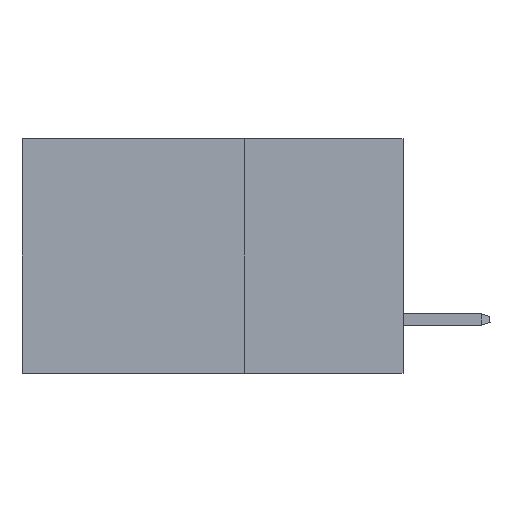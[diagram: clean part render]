
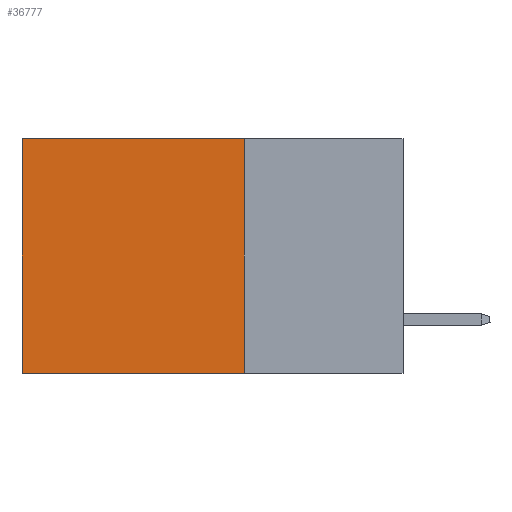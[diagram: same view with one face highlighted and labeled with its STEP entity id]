
A CAD part, left-side view. The second image highlights one B-rep face of the part: STEP entity #36777.
In plain terms, the highlighted planar face has unit normal (-1, 0, 0).
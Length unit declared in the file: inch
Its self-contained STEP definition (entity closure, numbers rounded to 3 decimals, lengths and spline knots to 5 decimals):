
#2379 = ORIENTED_EDGE ( 'NONE', *, *, #41425, .F. ) ;
#3732 = CARTESIAN_POINT ( 'NONE',  ( 0.2875, 0.25, 0. ) ) ;
#5775 = ORIENTED_EDGE ( 'NONE', *, *, #39318, .T. ) ;
#7711 = DIRECTION ( 'NONE',  ( 1., 0., 0. ) ) ;
#7733 = CARTESIAN_POINT ( 'NONE',  ( 0.2875, 0.6, 0. ) ) ;
#8175 = DIRECTION ( 'NONE',  ( 0., 0., -1. ) ) ;
#9187 = DIRECTION ( 'NONE',  ( 0., 1., 0. ) ) ;
#9211 = EDGE_LOOP ( 'NONE', ( #5775, #2379, #45030, #44815 ) ) ;
#10445 = DIRECTION ( 'NONE',  ( 0., 0., -1. ) ) ;
#14738 = VERTEX_POINT ( 'NONE', #40785 ) ;
#15644 = DIRECTION ( 'NONE',  ( 0., 1., 0. ) ) ;
#17971 = PLANE ( 'NONE',  #38269 ) ;
#18521 = CARTESIAN_POINT ( 'NONE',  ( 0.2875, 0.25, -0.37 ) ) ;
#18918 = VECTOR ( 'NONE', #15644, 39.37008 ) ;
#20418 = VECTOR ( 'NONE', #8175, 39.37008 ) ;
#22476 = LINE ( 'NONE', #22705, #20418 ) ;
#22590 = EDGE_CURVE ( 'NONE', #14738, #26259, #22476, .T. ) ;
#22705 = CARTESIAN_POINT ( 'NONE',  ( 0.2875, 0.25, 0. ) ) ;
#24053 = VECTOR ( 'NONE', #9187, 39.37008 ) ;
#24755 = CARTESIAN_POINT ( 'NONE',  ( 0.2875, 0.6, 0. ) ) ;
#25119 = FACE_OUTER_BOUND ( 'NONE', #9211, .T. ) ;
#26259 = VERTEX_POINT ( 'NONE', #18521 ) ;
#28320 = VERTEX_POINT ( 'NONE', #7733 ) ;
#28484 = VECTOR ( 'NONE', #10445, 39.37008 ) ;
#29170 = DIRECTION ( 'NONE',  ( 0., 0., -1. ) ) ;
#31138 = LINE ( 'NONE', #41177, #24053 ) ;
#34919 = CARTESIAN_POINT ( 'NONE',  ( 0.2875, 0.6, -0.37 ) ) ;
#36777 = ADVANCED_FACE ( 'NONE', ( #25119 ), #17971, .F. ) ;
#38269 = AXIS2_PLACEMENT_3D ( 'NONE', #43502, #7711, #29170 ) ;
#39318 = EDGE_CURVE ( 'NONE', #28320, #46149, #39803, .T. ) ;
#39803 = LINE ( 'NONE', #24755, #28484 ) ;
#40785 = CARTESIAN_POINT ( 'NONE',  ( 0.2875, 0.25, 0. ) ) ;
#40943 = LINE ( 'NONE', #3732, #18918 ) ;
#41177 = CARTESIAN_POINT ( 'NONE',  ( 0.2875, 0.25, -0.37 ) ) ;
#41425 = EDGE_CURVE ( 'NONE', #26259, #46149, #31138, .T. ) ;
#42583 = EDGE_CURVE ( 'NONE', #14738, #28320, #40943, .T. ) ;
#43502 = CARTESIAN_POINT ( 'NONE',  ( 0.2875, 0.25, 0. ) ) ;
#44815 = ORIENTED_EDGE ( 'NONE', *, *, #42583, .T. ) ;
#45030 = ORIENTED_EDGE ( 'NONE', *, *, #22590, .F. ) ;
#46149 = VERTEX_POINT ( 'NONE', #34919 ) ;
